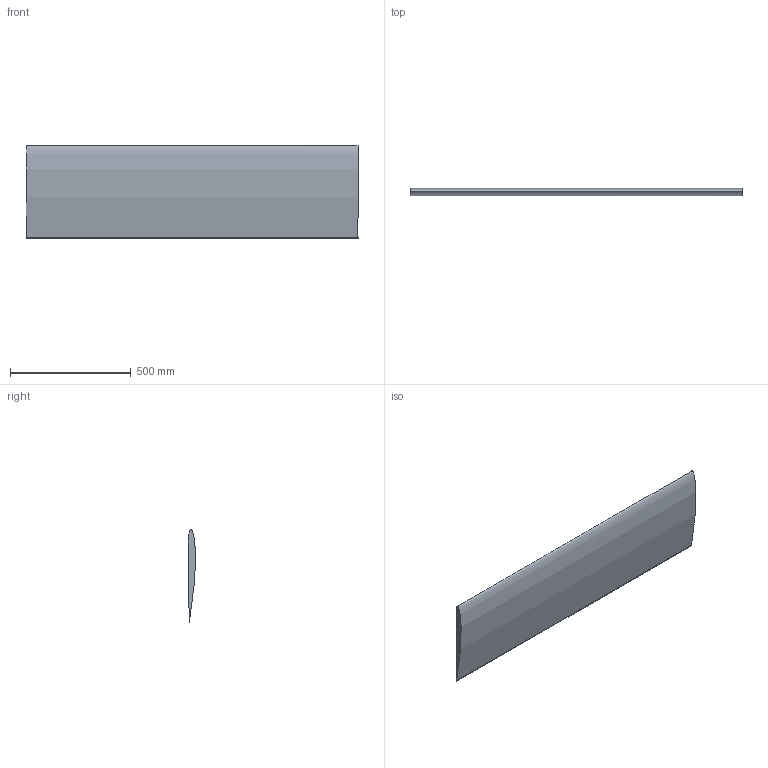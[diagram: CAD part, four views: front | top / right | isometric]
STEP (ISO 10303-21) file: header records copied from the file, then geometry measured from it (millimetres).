
FILE_DESCRIPTION (( 'STEP AP214' ), '1' );
FILE_NAME ('Front_Wing_Main_Foil.STEP', '2025-02-25T01:39:54', ( '' ), ( '' ), 'SwSTEP 2.0', 'SolidWorks 2024', '' );
FILE_SCHEMA (( 'AUTOMOTIVE_DESIGN' ));
Length unit declared in the file: inch
Products named in the file (1): Front_Wing_Main_Foil
Bounding box: 1377.17 x 29.99 x 384.42 mm (x, y, z)
Volume: 8429990.5 mm3; surface area: 1086220.4 mm2
Topology: 1 solids, 1 shells, 5 faces, 9 edges, 6 vertices
Faces by surface type: plane 4, bspline 1
Entity records: 369 total; most frequent: CARTESIAN_POINT 247, ORIENTED_EDGE 18, DIRECTION 17, EDGE_CURVE 9, LINE 7, VECTOR 7, VERTEX_POINT 6, AXIS2_PLACEMENT_3D 5
